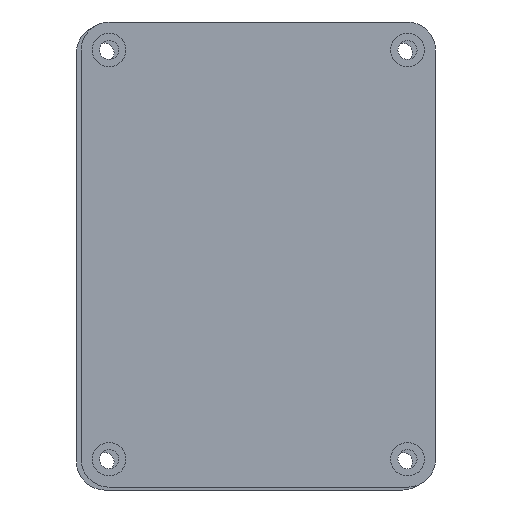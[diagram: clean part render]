
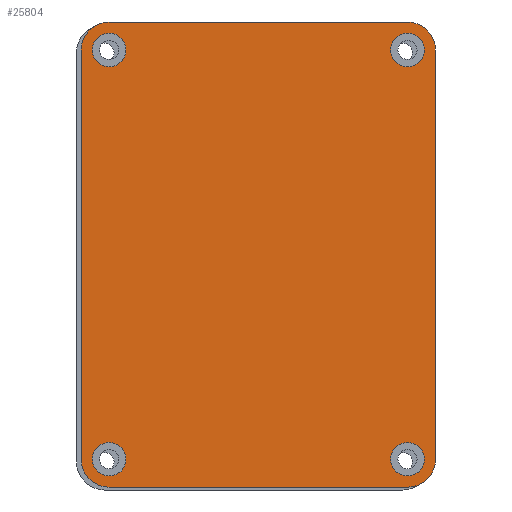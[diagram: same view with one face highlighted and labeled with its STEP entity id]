
A CAD part, front view. The second image highlights one B-rep face of the part: STEP entity #25804.
In plain terms, the highlighted planar face has unit normal (0, -1, 0).
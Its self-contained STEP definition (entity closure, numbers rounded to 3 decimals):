
#1463=FACE_BOUND('',#4024,.T.);
#1464=FACE_BOUND('',#4025,.T.);
#1465=FACE_BOUND('',#4026,.T.);
#1466=FACE_BOUND('',#4027,.T.);
#1585=PLANE('',#27521);
#2520=FACE_OUTER_BOUND('',#4023,.T.);
#4023=EDGE_LOOP('',(#17996,#17997,#17998,#17999,#18000,#18001,#18002,#18003));
#4024=EDGE_LOOP('',(#18004));
#4025=EDGE_LOOP('',(#18005));
#4026=EDGE_LOOP('',(#18006));
#4027=EDGE_LOOP('',(#18007));
#5624=LINE('',#35171,#8358);
#5629=LINE('',#35185,#8363);
#5652=LINE('',#35248,#8386);
#5653=LINE('',#35250,#8387);
#8358=VECTOR('',#29156,10.);
#8363=VECTOR('',#29171,10.);
#8386=VECTOR('',#29240,10.);
#8387=VECTOR('',#29243,10.);
#11079=CIRCLE('',#27482,5.);
#11087=CIRCLE('',#27493,5.);
#11088=CIRCLE('',#27495,5.);
#11089=CIRCLE('',#27498,5.);
#11091=CIRCLE('',#27507,3.);
#11093=CIRCLE('',#27510,3.);
#11095=CIRCLE('',#27513,3.);
#11097=CIRCLE('',#27516,3.);
#11520=VERTEX_POINT('',#35126);
#11521=VERTEX_POINT('',#35128);
#11540=VERTEX_POINT('',#35170);
#11541=VERTEX_POINT('',#35174);
#11542=VERTEX_POINT('',#35178);
#11543=VERTEX_POINT('',#35180);
#11544=VERTEX_POINT('',#35184);
#11547=VERTEX_POINT('',#35193);
#11555=VERTEX_POINT('',#35223);
#11557=VERTEX_POINT('',#35229);
#11559=VERTEX_POINT('',#35235);
#11561=VERTEX_POINT('',#35241);
#14048=EDGE_CURVE('',#11520,#11521,#11079,.T.);
#14069=EDGE_CURVE('',#11521,#11540,#5624,.T.);
#14071=EDGE_CURVE('',#11540,#11541,#11087,.T.);
#14074=EDGE_CURVE('',#11542,#11543,#11088,.T.);
#14076=EDGE_CURVE('',#11543,#11544,#5629,.T.);
#14081=EDGE_CURVE('',#11544,#11547,#11089,.T.);
#14097=EDGE_CURVE('',#11555,#11555,#11091,.T.);
#14100=EDGE_CURVE('',#11557,#11557,#11093,.T.);
#14103=EDGE_CURVE('',#11559,#11559,#11095,.T.);
#14106=EDGE_CURVE('',#11561,#11561,#11097,.T.);
#14108=EDGE_CURVE('',#11547,#11520,#5652,.T.);
#14109=EDGE_CURVE('',#11541,#11542,#5653,.T.);
#17996=ORIENTED_EDGE('',*,*,#14048,.F.);
#17997=ORIENTED_EDGE('',*,*,#14108,.F.);
#17998=ORIENTED_EDGE('',*,*,#14081,.F.);
#17999=ORIENTED_EDGE('',*,*,#14076,.F.);
#18000=ORIENTED_EDGE('',*,*,#14074,.F.);
#18001=ORIENTED_EDGE('',*,*,#14109,.F.);
#18002=ORIENTED_EDGE('',*,*,#14071,.F.);
#18003=ORIENTED_EDGE('',*,*,#14069,.F.);
#18004=ORIENTED_EDGE('',*,*,#14103,.F.);
#18005=ORIENTED_EDGE('',*,*,#14106,.F.);
#18006=ORIENTED_EDGE('',*,*,#14097,.F.);
#18007=ORIENTED_EDGE('',*,*,#14100,.F.);
#25804=ADVANCED_FACE('',(#2520,#1463,#1464,#1465,#1466),#1585,.F.);
#27482=AXIS2_PLACEMENT_3D('',#35129,#29123,#29124);
#27493=AXIS2_PLACEMENT_3D('',#35175,#29160,#29161);
#27495=AXIS2_PLACEMENT_3D('',#35181,#29166,#29167);
#27498=AXIS2_PLACEMENT_3D('',#35194,#29178,#29179);
#27507=AXIS2_PLACEMENT_3D('',#35225,#29210,#29211);
#27510=AXIS2_PLACEMENT_3D('',#35231,#29217,#29218);
#27513=AXIS2_PLACEMENT_3D('',#35237,#29224,#29225);
#27516=AXIS2_PLACEMENT_3D('',#35243,#29231,#29232);
#27521=AXIS2_PLACEMENT_3D('',#35251,#29244,#29245);
#29123=DIRECTION('center_axis',(0.,1.,0.));
#29124=DIRECTION('ref_axis',(0.707,0.,-0.707));
#29156=DIRECTION('',(-1.,0.,0.));
#29160=DIRECTION('center_axis',(0.,1.,0.));
#29161=DIRECTION('ref_axis',(-0.707,0.,-0.707));
#29166=DIRECTION('center_axis',(0.,1.,0.));
#29167=DIRECTION('ref_axis',(-0.707,0.,0.707));
#29171=DIRECTION('',(1.,0.,0.));
#29178=DIRECTION('center_axis',(0.,1.,0.));
#29179=DIRECTION('ref_axis',(0.707,0.,0.707));
#29210=DIRECTION('center_axis',(0.,-1.,0.));
#29211=DIRECTION('ref_axis',(1.,0.,0.));
#29217=DIRECTION('center_axis',(0.,-1.,0.));
#29218=DIRECTION('ref_axis',(1.,0.,0.));
#29224=DIRECTION('center_axis',(0.,-1.,0.));
#29225=DIRECTION('ref_axis',(1.,0.,0.));
#29231=DIRECTION('center_axis',(0.,-1.,0.));
#29232=DIRECTION('ref_axis',(1.,0.,0.));
#29240=DIRECTION('',(0.,0.,-1.));
#29243=DIRECTION('',(0.,0.,1.));
#29244=DIRECTION('center_axis',(0.,1.,0.));
#29245=DIRECTION('ref_axis',(1.,0.,0.));
#35126=CARTESIAN_POINT('',(9.045,0.,-21.716));
#35128=CARTESIAN_POINT('',(4.045,0.,-26.716));
#35129=CARTESIAN_POINT('Origin',(4.045,0.,-21.716));
#35170=CARTESIAN_POINT('',(-49.176,0.,-26.716));
#35171=CARTESIAN_POINT('',(9.045,0.,-26.716));
#35174=CARTESIAN_POINT('',(-54.176,0.,-21.716));
#35175=CARTESIAN_POINT('Origin',(-49.176,0.,-21.716));
#35178=CARTESIAN_POINT('',(-54.176,0.,51.284));
#35180=CARTESIAN_POINT('',(-49.176,0.,56.284));
#35181=CARTESIAN_POINT('Origin',(-49.176,0.,51.284));
#35184=CARTESIAN_POINT('',(4.045,0.,56.284));
#35185=CARTESIAN_POINT('',(-54.176,0.,56.284));
#35193=CARTESIAN_POINT('',(9.045,0.,51.284));
#35194=CARTESIAN_POINT('Origin',(4.045,0.,51.284));
#35223=CARTESIAN_POINT('',(1.045,0.,51.284));
#35225=CARTESIAN_POINT('Origin',(4.045,0.,51.284));
#35229=CARTESIAN_POINT('',(-52.176,0.,51.284));
#35231=CARTESIAN_POINT('Origin',(-49.176,0.,51.284));
#35235=CARTESIAN_POINT('',(1.045,0.,-21.716));
#35237=CARTESIAN_POINT('Origin',(4.045,0.,-21.716));
#35241=CARTESIAN_POINT('',(-52.176,0.,-21.716));
#35243=CARTESIAN_POINT('Origin',(-49.176,0.,-21.716));
#35248=CARTESIAN_POINT('',(9.045,0.,56.284));
#35250=CARTESIAN_POINT('',(-54.176,0.,-26.716));
#35251=CARTESIAN_POINT('Origin',(-22.566,0.,14.784));
